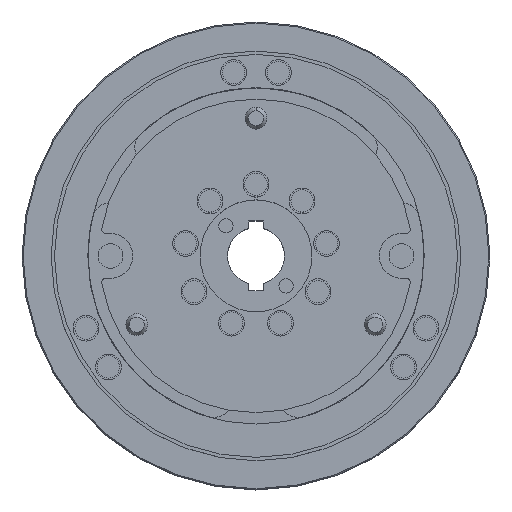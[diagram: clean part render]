
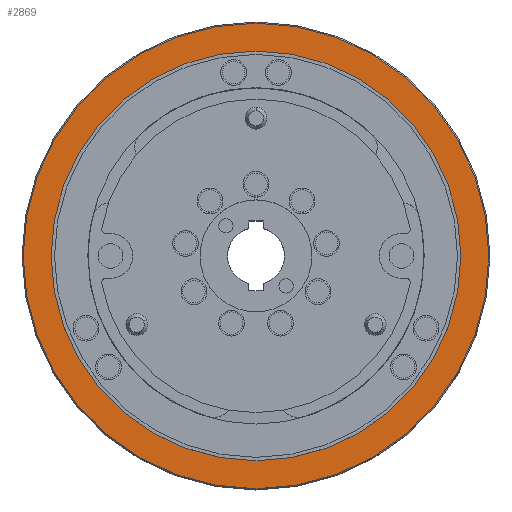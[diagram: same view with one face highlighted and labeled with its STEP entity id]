
A CAD part, top view. The second image highlights one B-rep face of the part: STEP entity #2869.
In plain terms, the highlighted planar face has unit normal (0, 0, 1).
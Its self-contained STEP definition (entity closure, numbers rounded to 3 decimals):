
#1853 = EDGE_CURVE ( 'NONE', #1854, #1855, #6916, .T. ) ;
#1854 = VERTEX_POINT ( 'NONE', #6911 ) ;
#1855 = VERTEX_POINT ( 'NONE', #6910 ) ;
#1872 = EDGE_CURVE ( 'NONE', #1873, #1874, #6936, .T. ) ;
#1873 = VERTEX_POINT ( 'NONE', #6931 ) ;
#1874 = VERTEX_POINT ( 'NONE', #6930 ) ;
#2848 = ORIENTED_EDGE ( 'NONE', *, *, #2849, .T. ) ;
#2849 = EDGE_CURVE ( 'NONE', #1855, #1854, #8621, .T. ) ;
#2850 = ORIENTED_EDGE ( 'NONE', *, *, #1853, .T. ) ;
#2851 = EDGE_LOOP ( 'NONE', ( #2852, #2853 ) ) ;
#2852 = ORIENTED_EDGE ( 'NONE', *, *, #1872, .F. ) ;
#2853 = ORIENTED_EDGE ( 'NONE', *, *, #2854, .F. ) ;
#2854 = EDGE_CURVE ( 'NONE', #1874, #1873, #8613, .T. ) ;
#2869 = ADVANCED_FACE ( 'NONE', ( #8592, #8599 ), #8598, .T. ) ;
#2870 = EDGE_LOOP ( 'NONE', ( #2848, #2850 ) ) ;
#6910 = CARTESIAN_POINT ( 'NONE',  ( -104., 0., 72.5 ) ) ;
#6911 = CARTESIAN_POINT ( 'NONE',  ( 104., 0., 72.5 ) ) ;
#6912 = DIRECTION ( 'NONE',  ( 1., 0., 0. ) ) ;
#6913 = DIRECTION ( 'NONE',  ( 0., 0., 1. ) ) ;
#6914 = CARTESIAN_POINT ( 'NONE',  ( 0., 0., 72.5 ) ) ;
#6915 = AXIS2_PLACEMENT_3D ( 'NONE', #6914, #6913, #6912 ) ;
#6916 = CIRCLE ( 'NONE', #6915, 104. ) ;
#6930 = CARTESIAN_POINT ( 'NONE',  ( -91., 0., 72.5 ) ) ;
#6931 = CARTESIAN_POINT ( 'NONE',  ( 91., 0., 72.5 ) ) ;
#6932 = DIRECTION ( 'NONE',  ( 1., 0., 0. ) ) ;
#6933 = DIRECTION ( 'NONE',  ( 0., 0., 1. ) ) ;
#6934 = CARTESIAN_POINT ( 'NONE',  ( 0., 0., 72.5 ) ) ;
#6935 = AXIS2_PLACEMENT_3D ( 'NONE', #6934, #6933, #6932 ) ;
#6936 = CIRCLE ( 'NONE', #6935, 91. ) ;
#8592 = FACE_OUTER_BOUND ( 'NONE', #2870, .T. ) ;
#8593 = CARTESIAN_POINT ( 'NONE',  ( 0., 0., 72.5 ) ) ;
#8594 = AXIS2_PLACEMENT_3D ( 'NONE', #8593, #8656, #8655 ) ;
#8598 = PLANE ( 'NONE',  #8594 ) ;
#8599 = FACE_BOUND ( 'NONE', #2851, .T. ) ;
#8609 = DIRECTION ( 'NONE',  ( 1., 0., 0. ) ) ;
#8610 = DIRECTION ( 'NONE',  ( 0., 0., 1. ) ) ;
#8611 = CARTESIAN_POINT ( 'NONE',  ( 0., 0., 72.5 ) ) ;
#8612 = AXIS2_PLACEMENT_3D ( 'NONE', #8611, #8610, #8609 ) ;
#8613 = CIRCLE ( 'NONE', #8612, 91. ) ;
#8614 = DIRECTION ( 'NONE',  ( 1., 0., 0. ) ) ;
#8615 = DIRECTION ( 'NONE',  ( 0., 0., 1. ) ) ;
#8616 = CARTESIAN_POINT ( 'NONE',  ( 0., 0., 72.5 ) ) ;
#8617 = AXIS2_PLACEMENT_3D ( 'NONE', #8616, #8615, #8614 ) ;
#8621 = CIRCLE ( 'NONE', #8617, 104. ) ;
#8655 = DIRECTION ( 'NONE',  ( 1., 0., 0. ) ) ;
#8656 = DIRECTION ( 'NONE',  ( 0., 0., 1. ) ) ;
